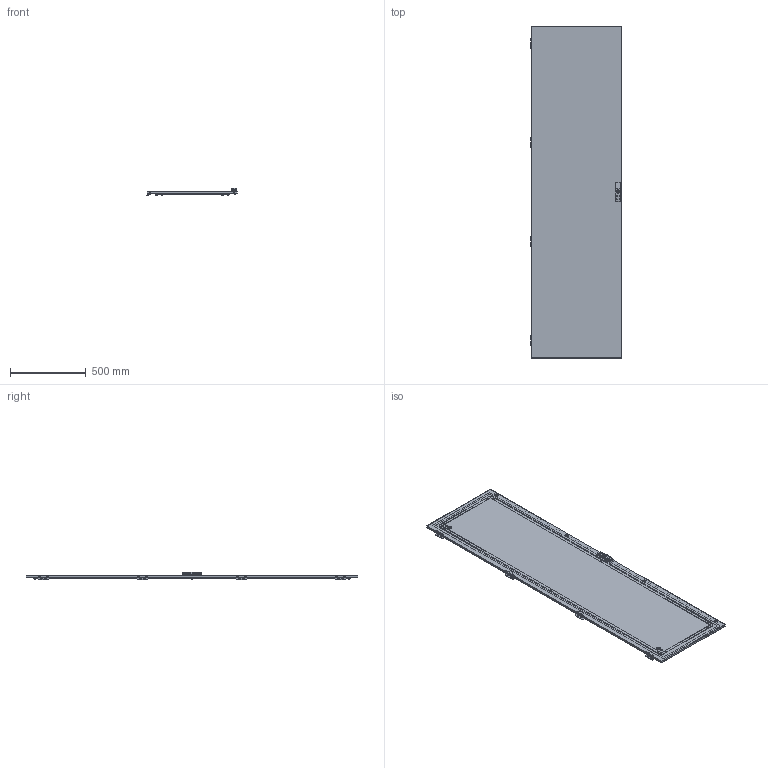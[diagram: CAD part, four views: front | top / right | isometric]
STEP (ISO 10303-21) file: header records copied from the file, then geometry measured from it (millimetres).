
FILE_DESCRIPTION (( 'STEP AP214' ), '1' );
FILE_NAME ('YKM40D-FO-DM-220-060 FORMAT Äâåðü ìåòàë. 2200õ600 IEK.STEP', '2024-09-25T11:25:12', ( '' ), ( '' ), 'SwSTEP 2.0', 'SolidWorks 2022', '' );
FILE_SCHEMA (( 'AUTOMOTIVE_DESIGN' ));
Length unit declared in the file: millimetre
Products named in the file (1): YKM40D-FO-DM-220-060 FORMAT Дверь метал. 2200х600 IEK
Bounding box: 597.88 x 2190 x 49.51 mm (x, y, z)
Volume: 3827181.2 mm3; surface area: 3523693.3 mm2
Topology: 19 solids, 62 shells, 3655 faces, 9809 edges, 6362 vertices
Faces by surface type: plane 2264, cylinder 1108, cone 172, torus 55, bspline 30, sphere 26
Entity records: 140771 total; most frequent: CARTESIAN_POINT 25803, ORIENTED_EDGE 19572, DIRECTION 19073, EDGE_CURVE 9786, LINE 6827, VECTOR 6827, VERTEX_POINT 6357, AXIS2_PLACEMENT_3D 6123
